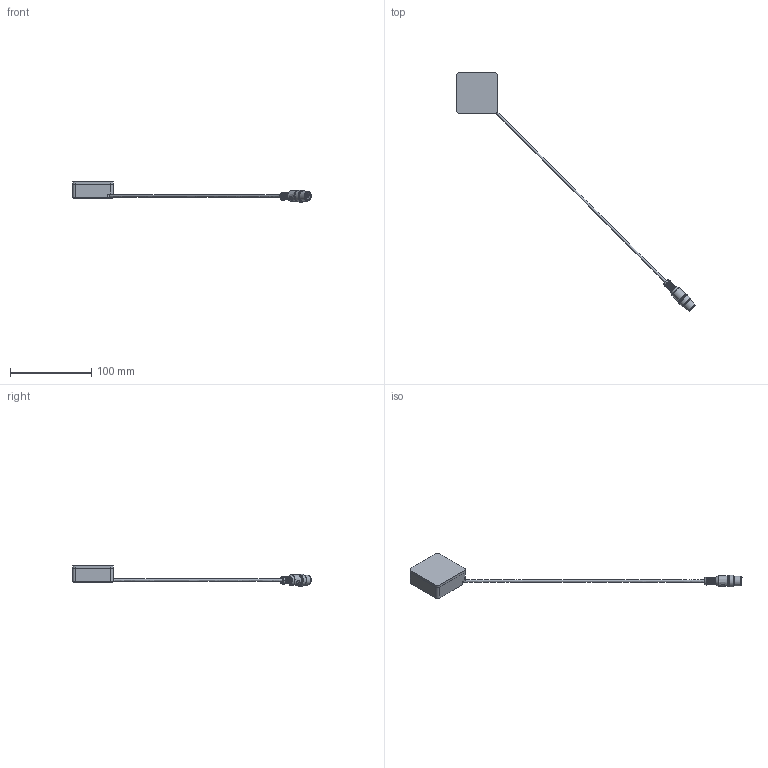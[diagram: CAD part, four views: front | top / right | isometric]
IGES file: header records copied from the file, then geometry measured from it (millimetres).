
Global section: file name: BE-F50-50RL; native system: Autodesk Inventor 2015; preprocessor: unknown; author: lck; date: 20150722.070705; units: millimetre
Bounding box: 293.49 x 293.49 x 24.75 mm (x, y, z)
Volume: 55931.6 mm3; surface area: 14368.8 mm2
Topology: 1 solids, 1 shells, 167 faces, 435 edges, 296 vertices
Faces by surface type: bspline 167
